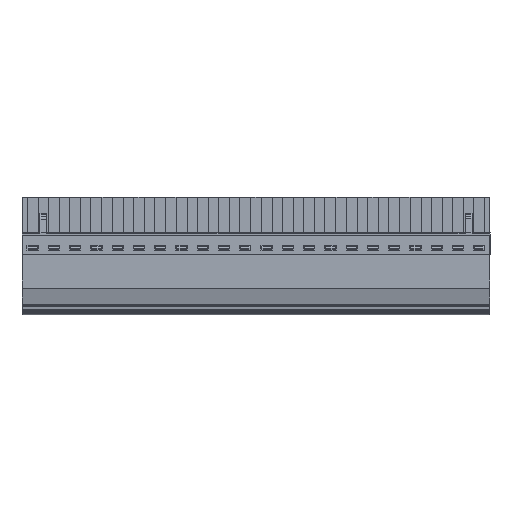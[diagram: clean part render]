
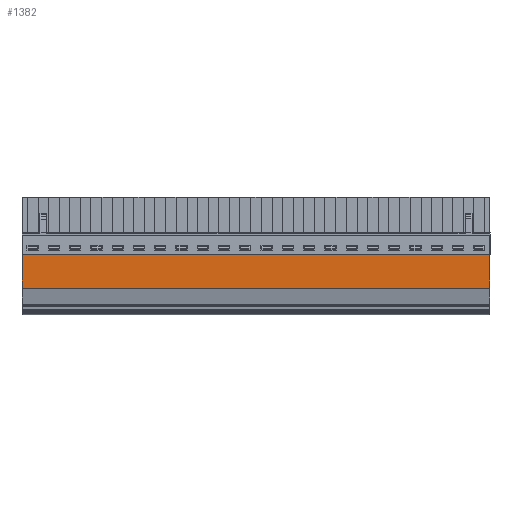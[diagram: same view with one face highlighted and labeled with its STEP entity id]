
A CAD part, front view. The second image highlights one B-rep face of the part: STEP entity #1382.
In plain terms, the highlighted planar face has unit normal (0, -1, 0).
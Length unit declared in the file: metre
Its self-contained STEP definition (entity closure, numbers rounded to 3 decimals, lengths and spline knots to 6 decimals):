
#1382=ADVANCED_FACE('',(#3974),#3975,.T.);
#3974=FACE_OUTER_BOUND('',#8087,.T.);
#3975=PLANE('',#8088);
#8087=EDGE_LOOP('',(#12434,#12435,#12436,#12437,#12438,#12439,#12440,#12441,#12442,#12443));
#8088=AXIS2_PLACEMENT_3D('',#12444,#12445,#12446);
#12434=ORIENTED_EDGE('',*,*,#22976,.T.);
#12435=ORIENTED_EDGE('',*,*,#23013,.T.);
#12436=ORIENTED_EDGE('',*,*,#23014,.F.);
#12437=ORIENTED_EDGE('',*,*,#23015,.T.);
#12438=ORIENTED_EDGE('',*,*,#23016,.T.);
#12439=ORIENTED_EDGE('',*,*,#23017,.T.);
#12440=ORIENTED_EDGE('',*,*,#23018,.F.);
#12441=ORIENTED_EDGE('',*,*,#22869,.F.);
#12442=ORIENTED_EDGE('',*,*,#22864,.T.);
#12443=ORIENTED_EDGE('',*,*,#23019,.T.);
#12444=CARTESIAN_POINT('',(-0.02695,-0.035437,-0.075199));
#12445=DIRECTION('',(0.,-1.0,0.));
#12446=DIRECTION('',(0.,0.,1.0));
#22864=EDGE_CURVE('',#27037,#27035,#27038,.T.);
#22869=EDGE_CURVE('',#27037,#27044,#27045,.T.);
#22976=EDGE_CURVE('',#27209,#27207,#27210,.T.);
#23013=EDGE_CURVE('',#27207,#27267,#27268,.T.);
#23014=EDGE_CURVE('',#27269,#27267,#27270,.T.);
#23015=EDGE_CURVE('',#27269,#27271,#27272,.T.);
#23016=EDGE_CURVE('',#27271,#27273,#27274,.T.);
#23017=EDGE_CURVE('',#27273,#27275,#27276,.T.);
#23018=EDGE_CURVE('',#27044,#27275,#27277,.T.);
#23019=EDGE_CURVE('',#27035,#27209,#27278,.T.);
#27035=VERTEX_POINT('',#33153);
#27037=VERTEX_POINT('',#33156);
#27038=LINE('',#33157,#33158);
#27044=VERTEX_POINT('',#33167);
#27045=LINE('',#33168,#33169);
#27207=VERTEX_POINT('',#33390);
#27209=VERTEX_POINT('',#33393);
#27210=LINE('',#33394,#33395);
#27267=VERTEX_POINT('',#33459);
#27268=LINE('',#33460,#33461);
#27269=VERTEX_POINT('',#33462);
#27270=LINE('',#33463,#33464);
#27271=VERTEX_POINT('',#33465);
#27272=LINE('',#33466,#33467);
#27273=VERTEX_POINT('',#33468);
#27274=LINE('',#33469,#33470);
#27275=VERTEX_POINT('',#33471);
#27276=LINE('',#33472,#33473);
#27277=LINE('',#33474,#33475);
#27278=LINE('',#33476,#33477);
#33153=CARTESIAN_POINT('',(-0.02695,-0.035437,-0.064424));
#33156=CARTESIAN_POINT('',(-0.026946,-0.035437,-0.064424));
#33157=CARTESIAN_POINT('',(-0.02695,-0.035437,-0.064424));
#33158=VECTOR('',#42026,1.0);
#33167=CARTESIAN_POINT('',(-0.026946,-0.035437,-0.067526));
#33168=CARTESIAN_POINT('',(-0.026946,-0.035437,-0.075199));
#33169=VECTOR('',#42030,1.0);
#33390=CARTESIAN_POINT('',(0.083052,-0.035437,-0.076626));
#33393=CARTESIAN_POINT('',(-0.02695,-0.035437,-0.076626));
#33394=CARTESIAN_POINT('',(0.037814,-0.035437,-0.076626));
#33395=VECTOR('',#42151,1.0);
#33459=CARTESIAN_POINT('',(0.083052,-0.035437,-0.067526));
#33460=CARTESIAN_POINT('',(0.083052,-0.035437,-0.075199));
#33461=VECTOR('',#42207,1.0);
#33462=CARTESIAN_POINT('',(0.081947,-0.035437,-0.067526));
#33463=CARTESIAN_POINT('',(0.00305,-0.035437,-0.067526));
#33464=VECTOR('',#42208,1.0);
#33465=CARTESIAN_POINT('',(0.081947,-0.035437,-0.068613));
#33466=CARTESIAN_POINT('',(0.081947,-0.035437,-0.075199));
#33467=VECTOR('',#42209,1.0);
#33468=CARTESIAN_POINT('',(-0.025847,-0.035437,-0.068613));
#33469=CARTESIAN_POINT('',(-0.02695,-0.035437,-0.068613));
#33470=VECTOR('',#42210,1.0);
#33471=CARTESIAN_POINT('',(-0.025847,-0.035437,-0.067526));
#33472=CARTESIAN_POINT('',(-0.025847,-0.035437,-0.075199));
#33473=VECTOR('',#42211,1.0);
#33474=CARTESIAN_POINT('',(-0.02695,-0.035437,-0.067526));
#33475=VECTOR('',#42212,1.0);
#33476=CARTESIAN_POINT('',(-0.02695,-0.035437,-0.075199));
#33477=VECTOR('',#42213,1.0);
#42026=DIRECTION('',(-1.0,0.,0.));
#42030=DIRECTION('',(0.,0.,-1.0));
#42151=DIRECTION('',(1.0,0.,0.));
#42207=DIRECTION('',(0.,0.,1.0));
#42208=DIRECTION('',(1.0,0.,0.));
#42209=DIRECTION('',(0.,0.,-1.0));
#42210=DIRECTION('',(-1.0,0.,0.));
#42211=DIRECTION('',(0.,0.,1.0));
#42212=DIRECTION('',(1.0,0.,0.));
#42213=DIRECTION('',(0.,0.,-1.0));
